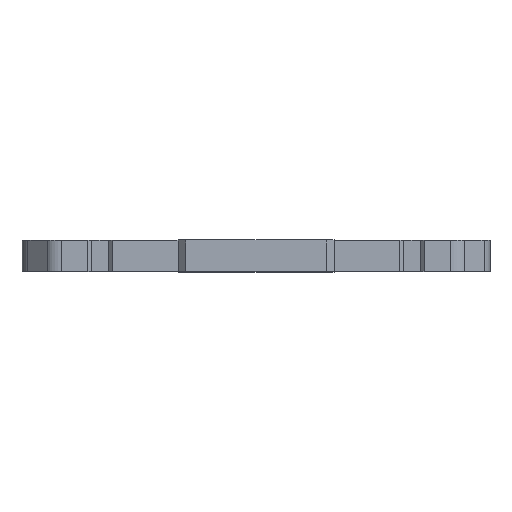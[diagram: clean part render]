
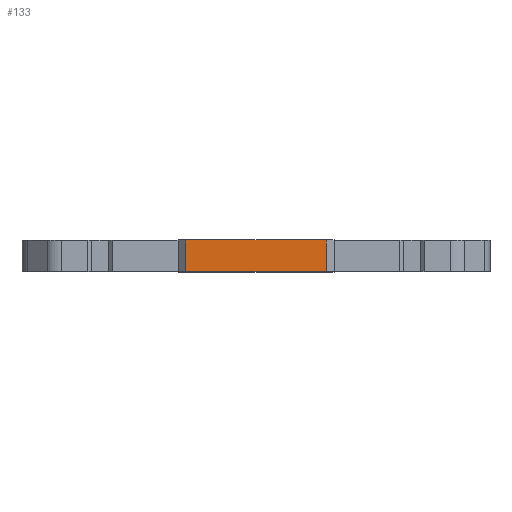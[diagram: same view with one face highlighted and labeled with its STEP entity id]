
A CAD part, top view. The second image highlights one B-rep face of the part: STEP entity #133.
In plain terms, the highlighted planar face has unit normal (0, 0, 1).
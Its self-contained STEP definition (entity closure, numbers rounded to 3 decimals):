
#133=ADVANCED_FACE('',(#481),#483,.T.);
#481=FACE_BOUND('',#482,.T.);
#482=EDGE_LOOP('',(#1733,#1734,#1735,#1736));
#483=PLANE('',#484);
#484=AXIS2_PLACEMENT_3D('',#485,#486,#487);
#485=CARTESIAN_POINT('',(-10.,-2.,30.5));
#486=DIRECTION('',(0.,0.,1.));
#487=DIRECTION('',(1.,0.,0.));
#1733=ORIENTED_EDGE('',*,*,#2529,.F.);
#1734=ORIENTED_EDGE('',*,*,#2463,.T.);
#1735=ORIENTED_EDGE('',*,*,#2530,.T.);
#1736=ORIENTED_EDGE('',*,*,#2265,.T.);
#2265=EDGE_CURVE('',#2686,#2684,#2687,.T.);
#2463=EDGE_CURVE('',#3082,#3080,#3083,.T.);
#2529=EDGE_CURVE('',#3082,#2684,#3193,.T.);
#2530=EDGE_CURVE('',#3080,#2686,#3194,.T.);
#2684=VERTEX_POINT('',#3386);
#2686=VERTEX_POINT('',#3390);
#2687=LINE('',#3391,#3392);
#3080=VERTEX_POINT('',#4204);
#3082=VERTEX_POINT('',#4208);
#3083=LINE('',#4209,#4210);
#3193=LINE('',#4465,#4466);
#3194=LINE('',#4468,#4469);
#3386=CARTESIAN_POINT('',(-9.,2.,30.5));
#3390=CARTESIAN_POINT('',(9.,2.,30.5));
#3391=CARTESIAN_POINT('',(9.,2.,30.5));
#3392=VECTOR('',#3393,1.);
#3393=DIRECTION('',(-1.,0.,0.));
#4204=CARTESIAN_POINT('',(9.,-2.,30.5));
#4208=CARTESIAN_POINT('',(-9.,-2.,30.5));
#4209=CARTESIAN_POINT('',(-9.,-2.,30.5));
#4210=VECTOR('',#4211,1.);
#4211=DIRECTION('',(1.,0.,0.));
#4465=CARTESIAN_POINT('',(-9.,-2.,30.5));
#4466=VECTOR('',#4467,1.);
#4467=DIRECTION('',(0.,1.,0.));
#4468=CARTESIAN_POINT('',(9.,-2.,30.5));
#4469=VECTOR('',#4470,1.);
#4470=DIRECTION('',(0.,1.,0.));
